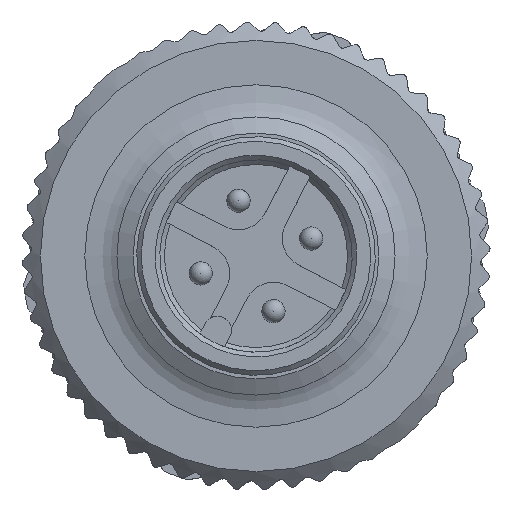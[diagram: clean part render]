
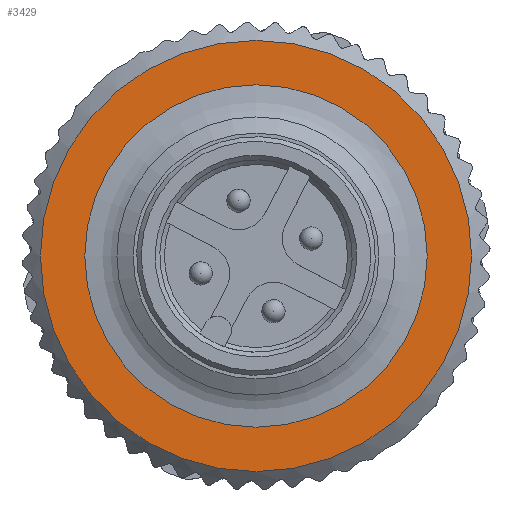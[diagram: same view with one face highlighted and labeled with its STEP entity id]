
A CAD part, left-side view. The second image highlights one B-rep face of the part: STEP entity #3429.
In plain terms, the highlighted planar face has unit normal (-1, 0, 0).
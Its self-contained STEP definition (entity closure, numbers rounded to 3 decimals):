
#3429=ADVANCED_FACE('',(#4162,#4163),#3904,.T.);
#3904=PLANE('',#12120);
#4162=FACE_BOUND('',#4489,.T.);
#4163=FACE_BOUND('',#4490,.T.);
#4489=EDGE_LOOP('',(#6050));
#4490=EDGE_LOOP('',(#6051));
#6050=ORIENTED_EDGE('',*,*,#9669,.T.);
#6051=ORIENTED_EDGE('',*,*,#10332,.T.);
#8449=VERTEX_POINT('',#16085);
#8896=VERTEX_POINT('',#19326);
#9669=EDGE_CURVE('',#8449,#8449,#11319,.T.);
#10332=EDGE_CURVE('',#8896,#8896,#11434,.T.);
#11319=CIRCLE('',#11788,7.387);
#11434=CIRCLE('',#12119,9.3);
#11788=AXIS2_PLACEMENT_3D('',#16084,#13013,#13014);
#12119=AXIS2_PLACEMENT_3D('',#19325,#14014,#14015);
#12120=AXIS2_PLACEMENT_3D('',#19327,#14016,#14017);
#13013=DIRECTION('',(1.,0.,0.));
#13014=DIRECTION('',(0.,-0.766,0.643));
#14014=DIRECTION('',(-1.,0.,0.));
#14015=DIRECTION('',(0.,-0.766,0.643));
#14016=DIRECTION('',(-1.,0.,0.));
#14017=DIRECTION('',(0.,0.766,-0.643));
#16084=CARTESIAN_POINT('',(-6.6,0.273,-0.065));
#16085=CARTESIAN_POINT('',(-6.6,-5.386,4.683));
#19325=CARTESIAN_POINT('',(-6.6,0.273,-0.065));
#19326=CARTESIAN_POINT('',(-6.6,-6.852,5.913));
#19327=CARTESIAN_POINT('',(-6.6,0.273,-0.065));
